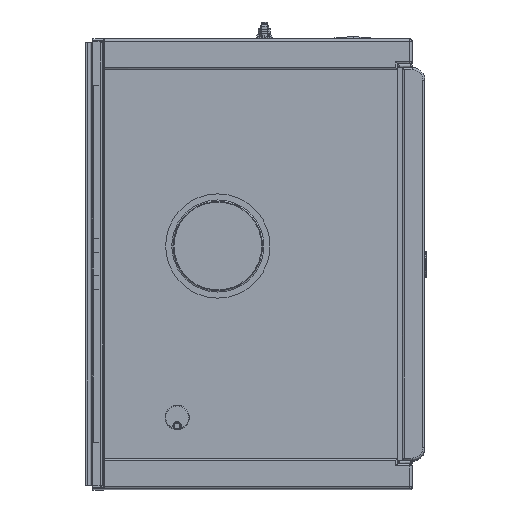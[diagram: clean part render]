
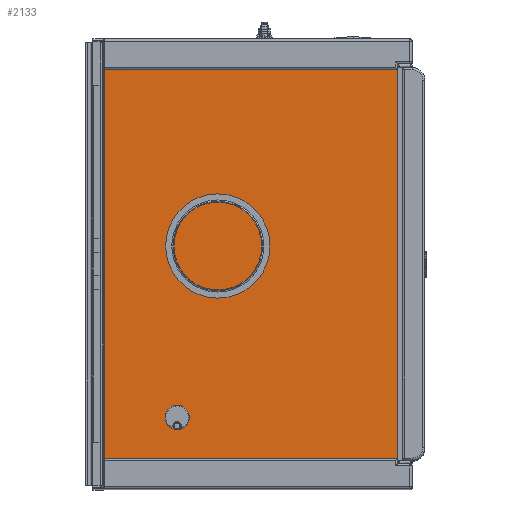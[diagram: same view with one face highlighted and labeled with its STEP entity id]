
A CAD part, top view. The second image highlights one B-rep face of the part: STEP entity #2133.
In plain terms, the highlighted planar face has unit normal (0, 0, 1).
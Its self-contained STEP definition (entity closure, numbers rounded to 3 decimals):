
#1299=CARTESIAN_POINT('Vertex',(194.5,272.,946.)) ;
#1302=CARTESIAN_POINT('Line Origine',(194.5,0.,946.)) ;
#1306=CARTESIAN_POINT('Vertex',(194.5,-272.,946.)) ;
#2103=CARTESIAN_POINT('Axis2P3D Location',(0.,0.,946.)) ;
#2108=CARTESIAN_POINT('Line Origine',(-11.,272.,946.)) ;
#2112=CARTESIAN_POINT('Vertex',(-216.5,272.,946.)) ;
#2115=CARTESIAN_POINT('Line Origine',(-216.5,0.,946.)) ;
#2119=CARTESIAN_POINT('Vertex',(-216.5,-272.,946.)) ;
#2122=CARTESIAN_POINT('Line Origine',(-11.,-272.,946.)) ;
#1303=DIRECTION('Vector Direction',(0.,-1.,0.)) ;
#2104=DIRECTION('Axis2P3D Direction',(0.,0.,1.)) ;
#2105=DIRECTION('Axis2P3D XDirection',(1.,0.,0.)) ;
#2109=DIRECTION('Vector Direction',(1.,0.,0.)) ;
#2116=DIRECTION('Vector Direction',(0.,1.,0.)) ;
#2123=DIRECTION('Vector Direction',(-1.,0.,0.)) ;
#2106=AXIS2_PLACEMENT_3D('Plane Axis2P3D',#2103,#2104,#2105) ;
#2128=ORIENTED_EDGE('',*,*,#2114,.T.) ;
#2129=ORIENTED_EDGE('',*,*,#2121,.T.) ;
#2130=ORIENTED_EDGE('',*,*,#2126,.T.) ;
#2131=ORIENTED_EDGE('',*,*,#1308,.T.) ;
#1304=VECTOR('Line Direction',#1303,1.) ;
#2110=VECTOR('Line Direction',#2109,1.) ;
#2117=VECTOR('Line Direction',#2116,1.) ;
#2124=VECTOR('Line Direction',#2123,1.) ;
#2133=ADVANCED_FACE('Hauptk\X2\00F6\X0\rper',(#2132),#2107,.T.) ;
#1308=EDGE_CURVE('',#1307,#1300,#1305,.F.) ;
#2114=EDGE_CURVE('',#1300,#2113,#2111,.F.) ;
#2121=EDGE_CURVE('',#2113,#2120,#2118,.F.) ;
#2126=EDGE_CURVE('',#2120,#1307,#2125,.F.) ;
#2127=EDGE_LOOP('',(#2128,#2129,#2130,#2131)) ;
#2132=FACE_OUTER_BOUND('',#2127,.T.) ;
#1305=LINE('Line',#1302,#1304) ;
#2111=LINE('Line',#2108,#2110) ;
#2118=LINE('Line',#2115,#2117) ;
#2125=LINE('Line',#2122,#2124) ;
#2107=PLANE('',#2106) ;
#1300=VERTEX_POINT('',#1299) ;
#1307=VERTEX_POINT('',#1306) ;
#2113=VERTEX_POINT('',#2112) ;
#2120=VERTEX_POINT('',#2119) ;
